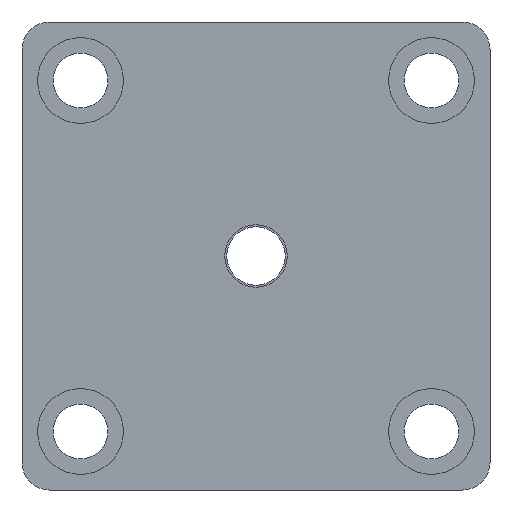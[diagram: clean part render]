
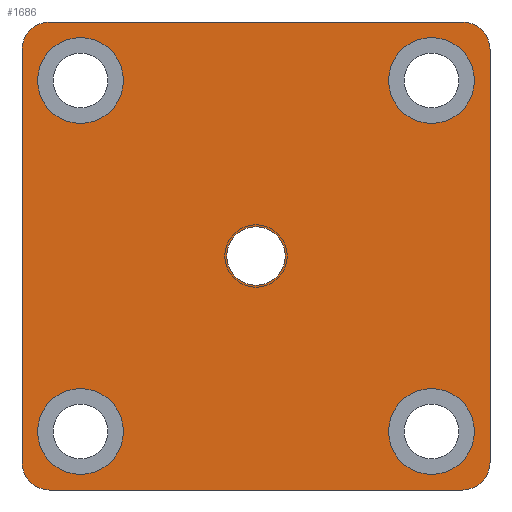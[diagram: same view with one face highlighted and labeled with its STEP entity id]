
A CAD part, left-side view. The second image highlights one B-rep face of the part: STEP entity #1686.
In plain terms, the highlighted planar face has unit normal (-1, 0, 0).
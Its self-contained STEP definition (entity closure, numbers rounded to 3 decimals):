
#1=CARTESIAN_POINT('',(0.,26.5,-26.5));
#2=DIRECTION('',(1.,0.,0.));
#3=DIRECTION('',(0.,0.,-1.));
#4=AXIS2_PLACEMENT_3D('',#1,#2,#3);
#6=CARTESIAN_POINT('',(0.,26.5,26.5));
#7=DIRECTION('',(1.,0.,0.));
#8=DIRECTION('',(0.,1.,0.));
#9=AXIS2_PLACEMENT_3D('',#6,#7,#8);
#11=CARTESIAN_POINT('',(0.,-26.5,26.5));
#12=DIRECTION('',(1.,0.,0.));
#13=DIRECTION('',(0.,0.,1.));
#14=AXIS2_PLACEMENT_3D('',#11,#12,#13);
#16=CARTESIAN_POINT('',(0.,-26.5,-26.5));
#17=DIRECTION('',(1.,0.,0.));
#18=DIRECTION('',(0.,-1.,0.));
#19=AXIS2_PLACEMENT_3D('',#16,#17,#18);
#21=CARTESIAN_POINT('',(0.,0.,0.));
#22=DIRECTION('',(-1.,0.,0.));
#23=DIRECTION('',(0.,1.,0.));
#24=AXIS2_PLACEMENT_3D('',#21,#22,#23);
#26=CARTESIAN_POINT('',(0.,0.,0.));
#27=DIRECTION('',(-1.,0.,0.));
#28=DIRECTION('',(0.,-1.,0.));
#29=AXIS2_PLACEMENT_3D('',#26,#27,#28);
#31=CARTESIAN_POINT('',(0.,-22.5,-22.5));
#32=DIRECTION('',(-1.,0.,0.));
#33=DIRECTION('',(0.,1.,0.));
#34=AXIS2_PLACEMENT_3D('',#31,#32,#33);
#36=CARTESIAN_POINT('',(0.,-22.5,-22.5));
#37=DIRECTION('',(-1.,0.,0.));
#38=DIRECTION('',(0.,-1.,0.));
#39=AXIS2_PLACEMENT_3D('',#36,#37,#38);
#41=CARTESIAN_POINT('',(0.,22.5,-22.5));
#42=DIRECTION('',(-1.,0.,0.));
#43=DIRECTION('',(0.,1.,0.));
#44=AXIS2_PLACEMENT_3D('',#41,#42,#43);
#46=CARTESIAN_POINT('',(0.,22.5,-22.5));
#47=DIRECTION('',(-1.,0.,0.));
#48=DIRECTION('',(0.,-1.,0.));
#49=AXIS2_PLACEMENT_3D('',#46,#47,#48);
#51=CARTESIAN_POINT('',(0.,22.5,22.5));
#52=DIRECTION('',(-1.,0.,0.));
#53=DIRECTION('',(0.,1.,0.));
#54=AXIS2_PLACEMENT_3D('',#51,#52,#53);
#56=CARTESIAN_POINT('',(0.,22.5,22.5));
#57=DIRECTION('',(-1.,0.,0.));
#58=DIRECTION('',(0.,-1.,0.));
#59=AXIS2_PLACEMENT_3D('',#56,#57,#58);
#61=CARTESIAN_POINT('',(0.,-22.5,22.5));
#62=DIRECTION('',(-1.,0.,0.));
#63=DIRECTION('',(0.,1.,0.));
#64=AXIS2_PLACEMENT_3D('',#61,#62,#63);
#66=CARTESIAN_POINT('',(0.,-22.5,22.5));
#67=DIRECTION('',(-1.,0.,0.));
#68=DIRECTION('',(0.,-1.,0.));
#69=AXIS2_PLACEMENT_3D('',#66,#67,#68);
#79=DIRECTION('',(0.,-1.,0.));
#80=VECTOR('',#79,53.);
#81=CARTESIAN_POINT('',(0.,26.5,-30.));
#82=LINE('',#81,#80);
#91=DIRECTION('',(0.,0.,1.));
#92=VECTOR('',#91,53.);
#93=CARTESIAN_POINT('',(0.,-30.,-26.5));
#94=LINE('',#93,#92);
#103=DIRECTION('',(0.,1.,0.));
#104=VECTOR('',#103,53.);
#105=CARTESIAN_POINT('',(0.,-26.5,30.));
#106=LINE('',#105,#104);
#115=DIRECTION('',(0.,0.,-1.));
#116=VECTOR('',#115,53.);
#117=CARTESIAN_POINT('',(0.,30.,26.5));
#118=LINE('',#117,#116);
#1249=CARTESIAN_POINT('',(0.,26.5,-30.));
#1250=CARTESIAN_POINT('',(0.,30.,-26.5));
#1251=VERTEX_POINT('',#1249);
#1252=VERTEX_POINT('',#1250);
#1253=CARTESIAN_POINT('',(0.,30.,26.5));
#1254=VERTEX_POINT('',#1253);
#1255=CARTESIAN_POINT('',(0.,26.5,30.));
#1256=VERTEX_POINT('',#1255);
#1257=CARTESIAN_POINT('',(0.,-26.5,30.));
#1258=VERTEX_POINT('',#1257);
#1259=CARTESIAN_POINT('',(0.,-30.,26.5));
#1260=VERTEX_POINT('',#1259);
#1261=CARTESIAN_POINT('',(0.,-30.,-26.5));
#1262=VERTEX_POINT('',#1261);
#1263=CARTESIAN_POINT('',(0.,-26.5,-30.));
#1264=VERTEX_POINT('',#1263);
#1265=CARTESIAN_POINT('',(0.,3.75,0.));
#1266=CARTESIAN_POINT('',(0.,-3.75,0.));
#1267=VERTEX_POINT('',#1265);
#1268=VERTEX_POINT('',#1266);
#1269=CARTESIAN_POINT('',(0.,-17.,-22.5));
#1270=CARTESIAN_POINT('',(0.,-28.,-22.5));
#1271=VERTEX_POINT('',#1269);
#1272=VERTEX_POINT('',#1270);
#1273=CARTESIAN_POINT('',(0.,28.,-22.5));
#1274=CARTESIAN_POINT('',(0.,17.,-22.5));
#1275=VERTEX_POINT('',#1273);
#1276=VERTEX_POINT('',#1274);
#1277=CARTESIAN_POINT('',(0.,28.,22.5));
#1278=CARTESIAN_POINT('',(0.,17.,22.5));
#1279=VERTEX_POINT('',#1277);
#1280=VERTEX_POINT('',#1278);
#1281=CARTESIAN_POINT('',(0.,-17.,22.5));
#1282=CARTESIAN_POINT('',(0.,-28.,22.5));
#1283=VERTEX_POINT('',#1281);
#1284=VERTEX_POINT('',#1282);
#1633=CARTESIAN_POINT('',(0.,0.,0.));
#1634=DIRECTION('',(1.,0.,0.));
#1635=DIRECTION('',(0.,-1.,0.));
#1636=AXIS2_PLACEMENT_3D('',#1633,#1634,#1635);
#1637=PLANE('',#1636);
#1639=ORIENTED_EDGE('',*,*,#1638,.T.);
#1641=ORIENTED_EDGE('',*,*,#1640,.F.);
#1643=ORIENTED_EDGE('',*,*,#1642,.T.);
#1645=ORIENTED_EDGE('',*,*,#1644,.F.);
#1647=ORIENTED_EDGE('',*,*,#1646,.T.);
#1649=ORIENTED_EDGE('',*,*,#1648,.F.);
#1651=ORIENTED_EDGE('',*,*,#1650,.T.);
#1653=ORIENTED_EDGE('',*,*,#1652,.F.);
#1654=EDGE_LOOP('',(#1639,#1641,#1643,#1645,#1647,#1649,#1651,#1653));
#1655=FACE_OUTER_BOUND('',#1654,.F.);
#1657=ORIENTED_EDGE('',*,*,#1656,.T.);
#1659=ORIENTED_EDGE('',*,*,#1658,.T.);
#1660=EDGE_LOOP('',(#1657,#1659));
#1661=FACE_BOUND('',#1660,.F.);
#1663=ORIENTED_EDGE('',*,*,#1662,.T.);
#1665=ORIENTED_EDGE('',*,*,#1664,.T.);
#1666=EDGE_LOOP('',(#1663,#1665));
#1667=FACE_BOUND('',#1666,.F.);
#1669=ORIENTED_EDGE('',*,*,#1668,.T.);
#1671=ORIENTED_EDGE('',*,*,#1670,.T.);
#1672=EDGE_LOOP('',(#1669,#1671));
#1673=FACE_BOUND('',#1672,.F.);
#1675=ORIENTED_EDGE('',*,*,#1674,.T.);
#1677=ORIENTED_EDGE('',*,*,#1676,.T.);
#1678=EDGE_LOOP('',(#1675,#1677));
#1679=FACE_BOUND('',#1678,.F.);
#1681=ORIENTED_EDGE('',*,*,#1680,.T.);
#1683=ORIENTED_EDGE('',*,*,#1682,.T.);
#1684=EDGE_LOOP('',(#1681,#1683));
#1685=FACE_BOUND('',#1684,.F.);
#1686=ADVANCED_FACE('',(#1655,#1661,#1667,#1673,#1679,#1685),#1637,.F.);
#5=CIRCLE('',#4,3.5);
#10=CIRCLE('',#9,3.5);
#15=CIRCLE('',#14,3.5);
#20=CIRCLE('',#19,3.5);
#25=CIRCLE('',#24,3.75);
#30=CIRCLE('',#29,3.75);
#35=CIRCLE('',#34,5.5);
#40=CIRCLE('',#39,5.5);
#45=CIRCLE('',#44,5.5);
#50=CIRCLE('',#49,5.5);
#55=CIRCLE('',#54,5.5);
#60=CIRCLE('',#59,5.5);
#65=CIRCLE('',#64,5.5);
#70=CIRCLE('',#69,5.5);
#1638=EDGE_CURVE('',#1251,#1252,#5,.T.);
#1640=EDGE_CURVE('',#1254,#1252,#118,.T.);
#1642=EDGE_CURVE('',#1254,#1256,#10,.T.);
#1644=EDGE_CURVE('',#1258,#1256,#106,.T.);
#1646=EDGE_CURVE('',#1258,#1260,#15,.T.);
#1648=EDGE_CURVE('',#1262,#1260,#94,.T.);
#1650=EDGE_CURVE('',#1262,#1264,#20,.T.);
#1652=EDGE_CURVE('',#1251,#1264,#82,.T.);
#1656=EDGE_CURVE('',#1267,#1268,#25,.T.);
#1658=EDGE_CURVE('',#1268,#1267,#30,.T.);
#1662=EDGE_CURVE('',#1271,#1272,#35,.T.);
#1664=EDGE_CURVE('',#1272,#1271,#40,.T.);
#1668=EDGE_CURVE('',#1275,#1276,#45,.T.);
#1670=EDGE_CURVE('',#1276,#1275,#50,.T.);
#1674=EDGE_CURVE('',#1279,#1280,#55,.T.);
#1676=EDGE_CURVE('',#1280,#1279,#60,.T.);
#1680=EDGE_CURVE('',#1283,#1284,#65,.T.);
#1682=EDGE_CURVE('',#1284,#1283,#70,.T.);
